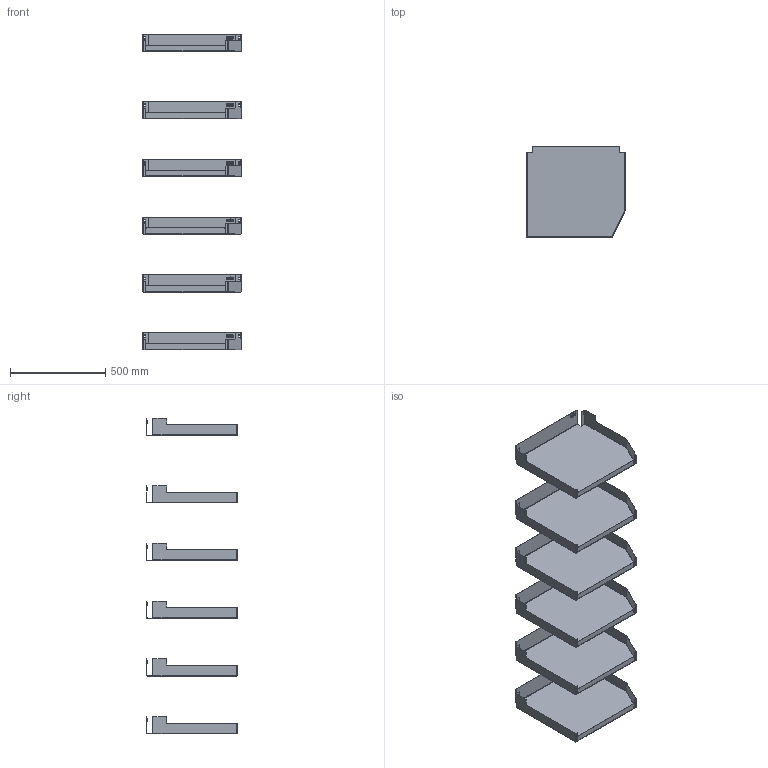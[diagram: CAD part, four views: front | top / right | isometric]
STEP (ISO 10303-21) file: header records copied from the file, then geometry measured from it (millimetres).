
FILE_DESCRIPTION(/* description */ (''),/* implementation_level */ '2;1');
FILE_NAME(/* name */ '3D_100-1227-XX_re_6 106285.stp',/* time_stamp */ '2022-03-17T15:51:50+01:00',/* author */ ('ps'),/* organization */ (''),/* preprocessor_version */ 'ST-DEVELOPER v18.1',/* originating_system */ 'Autodesk Inventor 2021',/* authorisation */ '');
FILE_SCHEMA (('CONFIG_CONTROL_DESIGN'));
Length unit declared in the file: millimetre
Products named in the file (2): Tablar Liro 3/3 B600 rechts 6er; Tablar Liro 3/3 B600 rechts 1er
Assembly tree (6 placements, depth 2):
  Tablar Liro 3/3 B600 rechts 6er
    Tablar Liro 3/3 B600 rechts 1er  x6
Bounding box: 514.5 x 475.01 x 1655 mm (x, y, z)
Volume: 2620271 mm3; surface area: 4213492 mm2
Topology: 6 solids, 6 shells, 3120 faces, 8190 edges, 5358 vertices
Faces by surface type: plane 2436, cylinder 564, bspline 96, sphere 24
Entity records: 18109 total; most frequent: CARTESIAN_POINT 5112, ORIENTED_EDGE 2730, DIRECTION 2538, EDGE_CURVE 1365, LINE 1148, VECTOR 1148, VERTEX_POINT 893, AXIS2_PLACEMENT_3D 695
